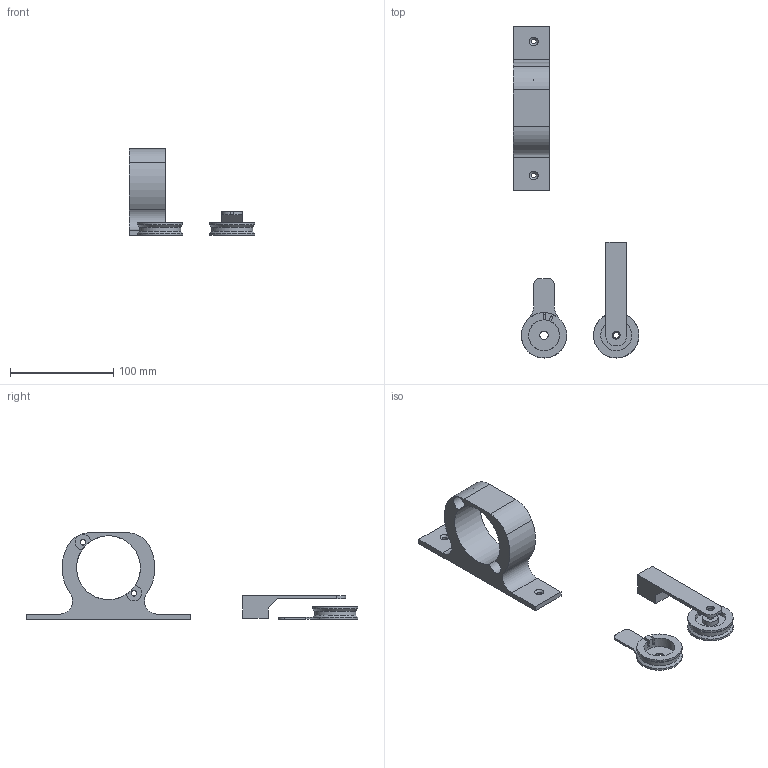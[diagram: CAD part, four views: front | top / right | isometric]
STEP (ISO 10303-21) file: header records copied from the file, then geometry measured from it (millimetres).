
FILE_DESCRIPTION(/* description */ (''),/* implementation_level */ '2;1');
FILE_NAME(/* name */ 'f6ccfbdb-8951-4d2a-8c4a-98301bda2ead.stp',/* time_stamp */ '2018-06-28T16:19:24+00:00',/* author */ (''),/* organization */ (''),/* preprocessor_version */ 'ST-DEVELOPER v17',/* originating_system */ 'Autodesk Translation Framework v7.1.0.215',/* authorisation */ '');
FILE_SCHEMA (('AUTOMOTIVE_DESIGN { 1 0 10303 214 3 1 1 }'));
Length unit declared in the file: millimetre
Products named in the file (1): motor mount
Bounding box: 121.99 x 322 x 84 mm (x, y, z)
Volume: 176093.5 mm3; surface area: 52414.2 mm2
Topology: 4 solids, 4 shells, 88 faces, 228 edges, 149 vertices
Faces by surface type: plane 44, cylinder 36, cone 8
Full cylindrical faces by diameter (mm): 4.5 x2, 5.4 x2, 5.5 x1, 7.5 x1, 8 x1, 15 x1, 30 x1, 40 x2, 44 x1, 62 x1
Entity records: 2768 total; most frequent: DIRECTION 492, CARTESIAN_POINT 482, ORIENTED_EDGE 456, EDGE_CURVE 228, AXIS2_PLACEMENT_3D 183, VERTEX_POINT 149, LINE 126, VECTOR 126
